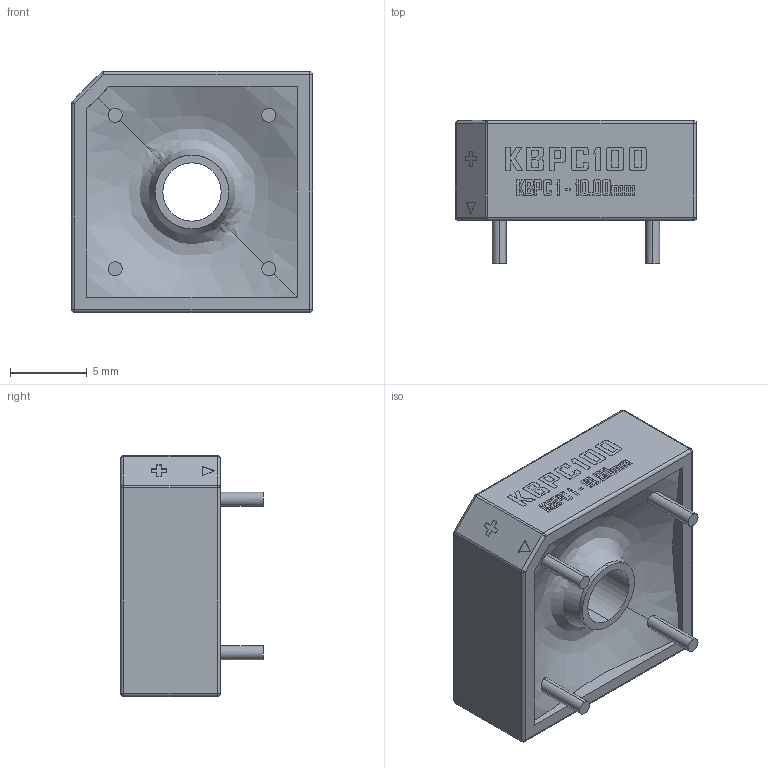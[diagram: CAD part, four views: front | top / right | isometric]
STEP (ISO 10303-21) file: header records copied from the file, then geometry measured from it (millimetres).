
FILE_DESCRIPTION (( 'STEP AP214' ), '1' );
FILE_NAME ('KBPC 1___Min_Size__.STEP', '2023-03-09T12:41:30', ( '' ), ( '' ), 'SwSTEP 2.0', 'SolidWorks 2020', '' );
FILE_SCHEMA (( 'AUTOMOTIVE_DESIGN' ));
Length unit declared in the file: millimetre
Products named in the file (1): KBPC 1___Min_Size__
Bounding box: 15.7 x 9.3 x 15.7 mm (x, y, z)
Volume: 1298.4 mm3; surface area: 1040.4 mm2
Topology: 1 solids, 1 shells, 399 faces, 1048 edges, 681 vertices
Faces by surface type: plane 294, bspline 66, cylinder 27, sphere 10, torus 2
Entity records: 18001 total; most frequent: CARTESIAN_POINT 4717, ORIENTED_EDGE 2076, DIRECTION 1608, EDGE_CURVE 1038, LINE 836, VECTOR 836, VERTEX_POINT 681, EDGE_LOOP 441
